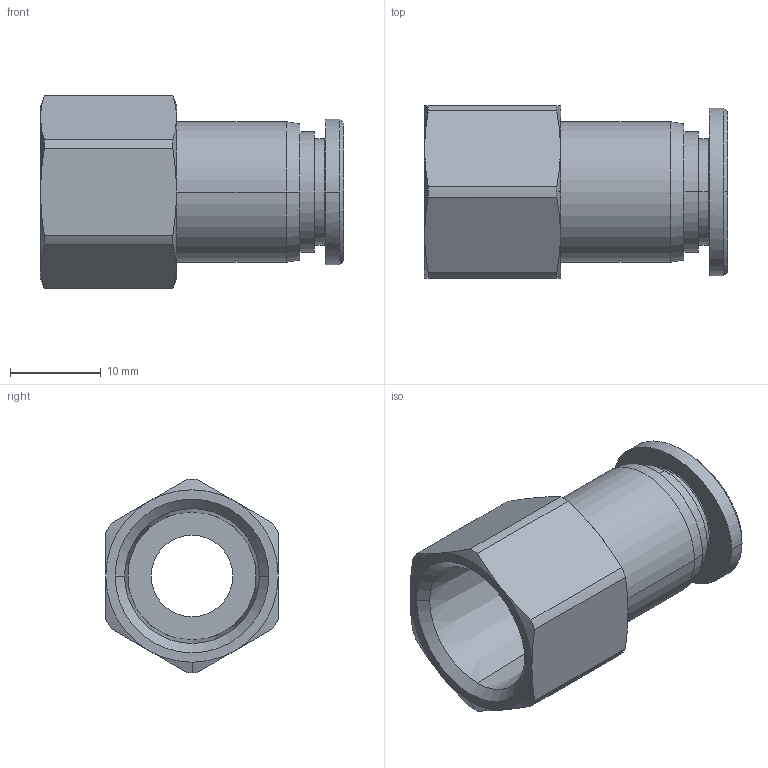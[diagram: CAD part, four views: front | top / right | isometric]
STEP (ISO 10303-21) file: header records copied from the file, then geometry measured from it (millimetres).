
FILE_DESCRIPTION (( 'STEP AP214' ), '1' );
FILE_NAME ('PCF10-G03.stp', '2015-09-24T08:10:31', ( '' ), ( '' ), 'SwSTEP 2.0', 'SolidWorks 2015', '' );
FILE_SCHEMA (( 'AUTOMOTIVE_DESIGN' ));
Length unit declared in the file: millimetre
Products named in the file (2): PCF10-G03; ｦ+ﾃｦ1
Assembly tree (1 placements, depth 2):
  PCF10-G03
    ｦ+ﾃｦ1
Bounding box: 33.4 x 19 x 21.3 mm (x, y, z)
Volume: 4196.9 mm3; surface area: 3759 mm2
Topology: 1 solids, 1 shells, 442 faces, 1250 edges, 827 vertices
Faces by surface type: plane 390, cone 24, cylinder 19, bspline 9
Entity records: 15293 total; most frequent: CARTESIAN_POINT 3321, ORIENTED_EDGE 2500, DIRECTION 2147, EDGE_CURVE 1250, VECTOR 1139, LINE 1139, VERTEX_POINT 827, AXIS2_PLACEMENT_3D 504
